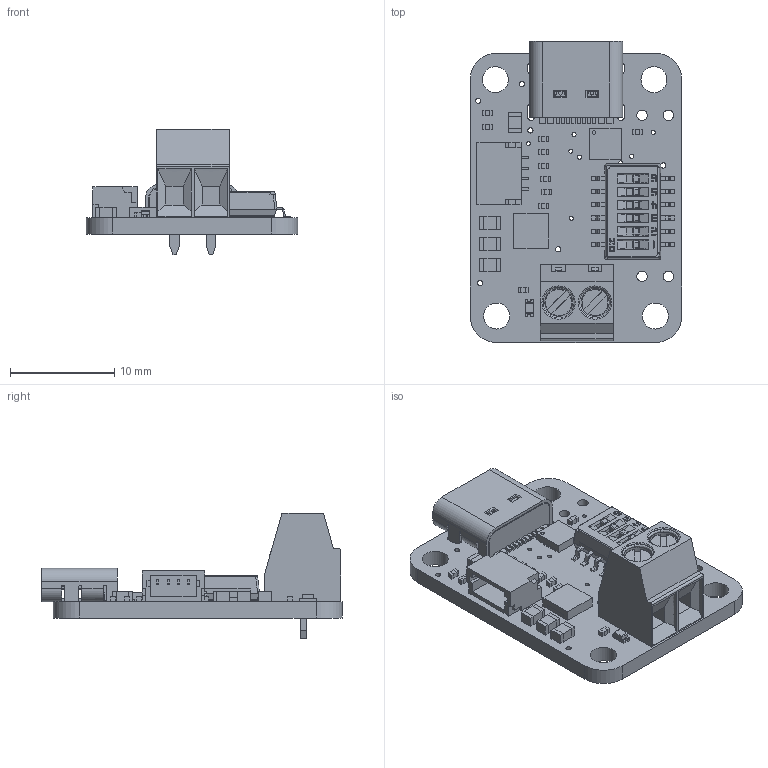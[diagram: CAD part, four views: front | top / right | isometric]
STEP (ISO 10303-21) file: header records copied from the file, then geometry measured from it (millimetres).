
FILE_DESCRIPTION(/* description */ (''),/* implementation_level */ '2;1');
FILE_NAME(/* name */ 'PCB Component.step',/* time_stamp */ '2024-08-19T13:34:28-04:00',/* author */ (''),/* organization */ (''),/* preprocessor_version */ 'ST-DEVELOPER v20',/* originating_system */ 'Autodesk Translation Framework v13.14.0.145',/* authorisation */ '');
FILE_SCHEMA (('AUTOMOTIVE_DESIGN { 1 0 10303 214 3 1 1 }'));
Length unit declared in the file: millimetre
Products named in the file (11): PCB Component; Board; 4.7uF; HUSB238; 49.9K; USB Type C; AONR21307; 3.5mm 2p; STEMMA_I2C_QT; DIPSWITCH_6PIN; GREEN
Assembly tree (22 placements, depth 2):
  PCB Component
    Board
    4.7uF  x4
    HUSB238
    49.9K  x10
    USB Type C
    AONR21307
    3.5mm 2p
    STEMMA_I2C_QT
    DIPSWITCH_6PIN
    GREEN
Bounding box: 20.32 x 28.93 x 12.1 mm (x, y, z)
Volume: 1433.9 mm3; surface area: 2812.1 mm2
Topology: 69 solids, 69 shells, 1608 faces, 4132 edges, 2704 vertices
Faces by surface type: plane 1186, cylinder 370, bspline 24, torus 16, sphere 6, cone 6
Full cylindrical faces by diameter (mm): 0.35 x2, 0.394 x14, 0.5 x14, 0.65 x2, 1 x6, 1.2 x1, 2.5 x4, 2.9 x2, 3 x4
Entity records: 46284 total; most frequent: CARTESIAN_POINT 9517, ORIENTED_EDGE 7388, DIRECTION 7306, EDGE_CURVE 3694, LINE 2846, VECTOR 2846, VERTEX_POINT 2416, AXIS2_PLACEMENT_3D 2230
